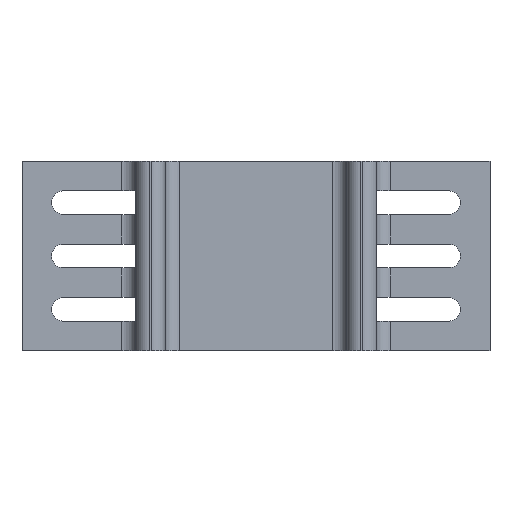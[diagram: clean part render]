
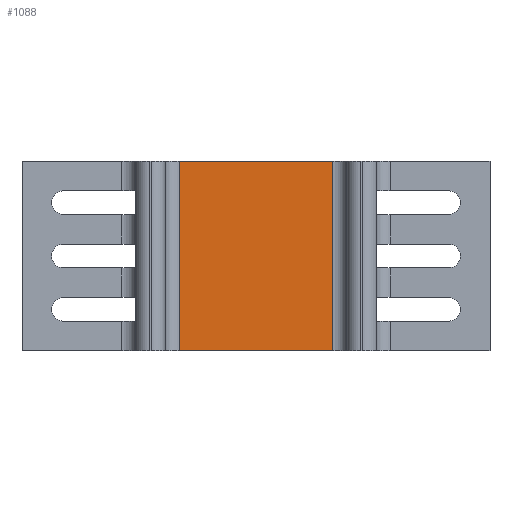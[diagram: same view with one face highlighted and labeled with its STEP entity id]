
A CAD part, front view. The second image highlights one B-rep face of the part: STEP entity #1088.
In plain terms, the highlighted planar face has unit normal (0, -1, 0).
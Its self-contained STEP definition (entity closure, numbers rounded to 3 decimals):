
#127 = VERTEX_POINT ( 'NONE', #1601 ) ;
#311 = ORIENTED_EDGE ( 'NONE', *, *, #2429, .T. ) ;
#379 = CARTESIAN_POINT ( 'NONE',  ( -3.292, 8.382, 8.128 ) ) ;
#466 = EDGE_LOOP ( 'NONE', ( #2397, #918, #311, #1914 ) ) ;
#544 = PLANE ( 'NONE',  #1447 ) ;
#632 = EDGE_CURVE ( 'NONE', #2340, #1025, #2024, .T. ) ;
#896 = VECTOR ( 'NONE', #1022, 1000. ) ;
#918 = ORIENTED_EDGE ( 'NONE', *, *, #632, .F. ) ;
#985 = VECTOR ( 'NONE', #1823, 1000. ) ;
#988 = VECTOR ( 'NONE', #2361, 1000. ) ;
#1022 = DIRECTION ( 'NONE',  ( -1., 0., 0. ) ) ;
#1025 = VERTEX_POINT ( 'NONE', #2063 ) ;
#1047 = LINE ( 'NONE', #1471, #988 ) ;
#1062 = EDGE_CURVE ( 'NONE', #1025, #127, #1268, .T. ) ;
#1076 = DIRECTION ( 'NONE',  ( -1., 0., 0. ) ) ;
#1088 = ADVANCED_FACE ( 'NONE', ( #1630 ), #544, .T. ) ;
#1134 = CARTESIAN_POINT ( 'NONE',  ( 3.292, 8.382, 8.128 ) ) ;
#1143 = EDGE_CURVE ( 'NONE', #2401, #127, #1047, .T. ) ;
#1268 = LINE ( 'NONE', #1870, #896 ) ;
#1419 = DIRECTION ( 'NONE',  ( 0., -1., 0. ) ) ;
#1433 = DIRECTION ( 'NONE',  ( 0., 0., -1. ) ) ;
#1447 = AXIS2_PLACEMENT_3D ( 'NONE', #379, #1419, #1433 ) ;
#1464 = CARTESIAN_POINT ( 'NONE',  ( -3.292, 8.382, 8.128 ) ) ;
#1471 = CARTESIAN_POINT ( 'NONE',  ( -3.292, 8.382, 8.128 ) ) ;
#1493 = CARTESIAN_POINT ( 'NONE',  ( -3.292, 8.382, 8.128 ) ) ;
#1601 = CARTESIAN_POINT ( 'NONE',  ( -3.292, 8.382, 0. ) ) ;
#1630 = FACE_OUTER_BOUND ( 'NONE', #466, .T. ) ;
#1714 = VECTOR ( 'NONE', #1076, 1000. ) ;
#1823 = DIRECTION ( 'NONE',  ( 0., 0., -1. ) ) ;
#1870 = CARTESIAN_POINT ( 'NONE',  ( -3.292, 8.382, 0. ) ) ;
#1914 = ORIENTED_EDGE ( 'NONE', *, *, #1143, .T. ) ;
#2006 = CARTESIAN_POINT ( 'NONE',  ( 3.292, 8.382, 8.128 ) ) ;
#2024 = LINE ( 'NONE', #1134, #985 ) ;
#2063 = CARTESIAN_POINT ( 'NONE',  ( 3.292, 8.382, 0. ) ) ;
#2340 = VERTEX_POINT ( 'NONE', #2006 ) ;
#2361 = DIRECTION ( 'NONE',  ( 0., 0., -1. ) ) ;
#2397 = ORIENTED_EDGE ( 'NONE', *, *, #1062, .F. ) ;
#2401 = VERTEX_POINT ( 'NONE', #1464 ) ;
#2429 = EDGE_CURVE ( 'NONE', #2340, #2401, #2724, .T. ) ;
#2724 = LINE ( 'NONE', #1493, #1714 ) ;
